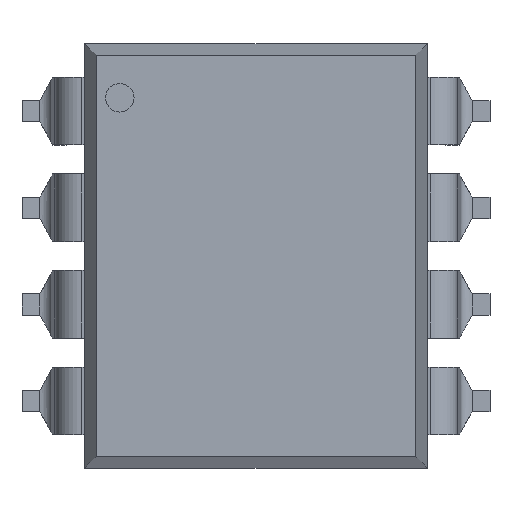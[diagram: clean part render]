
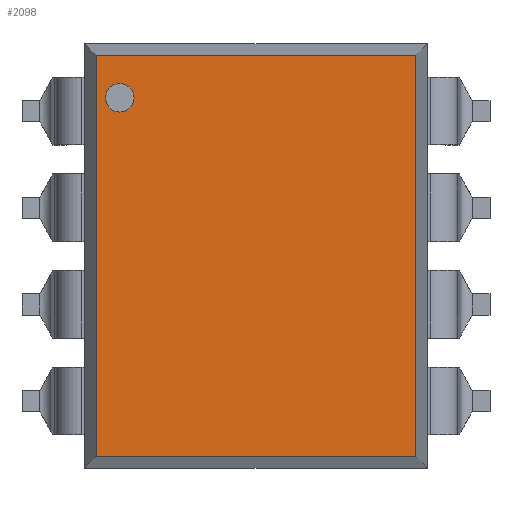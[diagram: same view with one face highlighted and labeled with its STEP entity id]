
A CAD part, top view. The second image highlights one B-rep face of the part: STEP entity #2098.
In plain terms, the highlighted planar face has unit normal (0, 0, 1).
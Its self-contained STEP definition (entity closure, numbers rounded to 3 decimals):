
#2048=CARTESIAN_POINT('',(-3.955,4.155,4.5));
#2049=VERTEX_POINT('',#2048);
#2050=CARTESIAN_POINT('',(-3.58,4.155,4.5));
#2051=DIRECTION('',(-0.0,-0.0,1.0));
#2052=DIRECTION('',(-1.0,-0.0,-0.0));
#2053=AXIS2_PLACEMENT_3D('',#2050,#2051,#2052);
#2054=CIRCLE('',#2053,0.375);
#2055=EDGE_CURVE('n� 9675',#2049,#2049,#2054,.T.);
#2056=ORIENTED_EDGE('',*,*,#2055,.F.);
#2057=EDGE_LOOP('',(#2056));
#2058=FACE_OUTER_BOUND('',#2057,.T.);
#2059=CARTESIAN_POINT('',(-4.2,5.275,4.5));
#2060=VERTEX_POINT('',#2059);
#2061=CARTESIAN_POINT('',(-4.2,-5.275,4.5));
#2062=VERTEX_POINT('',#2061);
#2063=CARTESIAN_POINT('',(-4.2,-5.575,4.5));
#2064=DIRECTION('',(0.0,-1.0,0.0));
#2065=VECTOR('',#2064,1.0);
#2066=LINE('',#2063,#2065);
#2067=EDGE_CURVE('n� 138',#2060,#2062,#2066,.T.);
#2068=ORIENTED_EDGE('',*,*,#2067,.T.);
#2069=CARTESIAN_POINT('',(4.2,-5.275,4.5));
#2070=VERTEX_POINT('',#2069);
#2071=CARTESIAN_POINT('',(-4.5,-5.275,4.5));
#2072=DIRECTION('',(1.0,0.0,0.0));
#2073=VECTOR('',#2072,1.0);
#2074=LINE('',#2071,#2073);
#2075=EDGE_CURVE('n� 145',#2062,#2070,#2074,.T.);
#2076=ORIENTED_EDGE('',*,*,#2075,.T.);
#2077=CARTESIAN_POINT('',(4.2,5.275,4.5));
#2078=VERTEX_POINT('',#2077);
#2079=CARTESIAN_POINT('',(4.2,-5.575,4.5));
#2080=DIRECTION('',(-0.0,1.0,0.0));
#2081=VECTOR('',#2080,1.0);
#2082=LINE('',#2079,#2081);
#2083=EDGE_CURVE('n� 142',#2070,#2078,#2082,.T.);
#2084=ORIENTED_EDGE('',*,*,#2083,.T.);
#2085=CARTESIAN_POINT('',(-4.5,5.275,4.5));
#2086=DIRECTION('',(-1.0,-0.0,-0.0));
#2087=VECTOR('',#2086,1.0);
#2088=LINE('',#2085,#2087);
#2089=EDGE_CURVE('n� 134',#2078,#2060,#2088,.T.);
#2090=ORIENTED_EDGE('',*,*,#2089,.T.);
#2091=EDGE_LOOP('',(#2068,#2076,#2084,#2090));
#2092=FACE_BOUND('',#2091,.T.);
#2093=CARTESIAN_POINT('',(-4.5,-5.575,4.5));
#2094=DIRECTION('',(0.0,0.0,-1.0));
#2095=DIRECTION('',(1.0,0.0,0.0));
#2096=AXIS2_PLACEMENT_3D('',#2093,#2094,#2095);
#2097=PLANE('',#2096);
#2098=ADVANCED_FACE('n� 1',(#2058,#2092),#2097,.F.);
